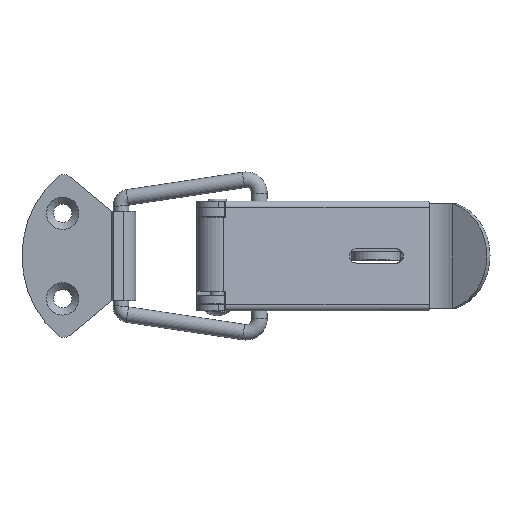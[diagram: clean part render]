
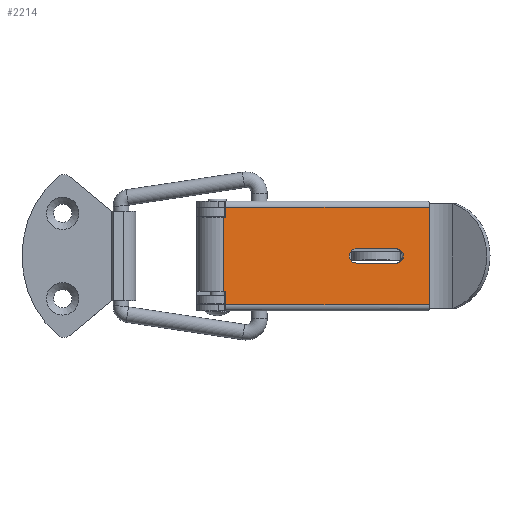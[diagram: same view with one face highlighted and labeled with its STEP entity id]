
A CAD part, top view. The second image highlights one B-rep face of the part: STEP entity #2214.
In plain terms, the highlighted planar face has unit normal (0.173, 0, 0.985).
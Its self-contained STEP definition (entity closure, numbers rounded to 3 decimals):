
#166=LINE('',#3463,#343);
#167=LINE('',#3466,#344);
#168=LINE('',#3468,#345);
#169=LINE('',#3470,#346);
#170=LINE('',#3472,#347);
#171=LINE('',#3474,#348);
#172=LINE('',#3476,#349);
#173=LINE('',#3478,#350);
#174=LINE('',#3482,#351);
#175=LINE('',#3486,#352);
#343=VECTOR('',#2817,1000.);
#344=VECTOR('',#2818,1000.);
#345=VECTOR('',#2819,1000.);
#346=VECTOR('',#2820,1000.);
#347=VECTOR('',#2821,1000.);
#348=VECTOR('',#2822,1000.);
#349=VECTOR('',#2823,1000.);
#350=VECTOR('',#2824,1000.);
#351=VECTOR('',#2827,1000.);
#352=VECTOR('',#2830,1000.);
#635=ORIENTED_EDGE('',*,*,#1165,.F.);
#636=ORIENTED_EDGE('',*,*,#1166,.T.);
#637=ORIENTED_EDGE('',*,*,#1167,.T.);
#638=ORIENTED_EDGE('',*,*,#1168,.F.);
#639=ORIENTED_EDGE('',*,*,#1169,.T.);
#640=ORIENTED_EDGE('',*,*,#1170,.T.);
#641=ORIENTED_EDGE('',*,*,#1171,.F.);
#642=ORIENTED_EDGE('',*,*,#1172,.T.);
#643=ORIENTED_EDGE('',*,*,#1173,.T.);
#644=ORIENTED_EDGE('',*,*,#1174,.T.);
#645=ORIENTED_EDGE('',*,*,#1175,.T.);
#646=ORIENTED_EDGE('',*,*,#1176,.T.);
#1165=EDGE_CURVE('',#1453,#1454,#166,.T.);
#1166=EDGE_CURVE('',#1453,#1455,#167,.T.);
#1167=EDGE_CURVE('',#1455,#1456,#168,.T.);
#1168=EDGE_CURVE('',#1457,#1456,#169,.T.);
#1169=EDGE_CURVE('',#1457,#1458,#170,.T.);
#1170=EDGE_CURVE('',#1458,#1459,#171,.T.);
#1171=EDGE_CURVE('',#1460,#1459,#172,.T.);
#1172=EDGE_CURVE('',#1460,#1454,#173,.T.);
#1173=EDGE_CURVE('',#1461,#1462,#1646,.T.);
#1174=EDGE_CURVE('',#1462,#1463,#174,.T.);
#1175=EDGE_CURVE('',#1463,#1464,#1647,.T.);
#1176=EDGE_CURVE('',#1464,#1461,#175,.T.);
#1453=VERTEX_POINT('',#3464);
#1454=VERTEX_POINT('',#3465);
#1455=VERTEX_POINT('',#3467);
#1456=VERTEX_POINT('',#3469);
#1457=VERTEX_POINT('',#3471);
#1458=VERTEX_POINT('',#3473);
#1459=VERTEX_POINT('',#3475);
#1460=VERTEX_POINT('',#3477);
#1461=VERTEX_POINT('',#3480);
#1462=VERTEX_POINT('',#3481);
#1463=VERTEX_POINT('',#3483);
#1464=VERTEX_POINT('',#3485);
#1646=CIRCLE('',#2450,1.75);
#1647=CIRCLE('',#2451,1.75);
#1786=EDGE_LOOP('',(#635,#636,#637,#638,#639,#640,#641,#642));
#1787=EDGE_LOOP('',(#643,#644,#645,#646));
#1980=FACE_BOUND('',#1786,.T.);
#1981=FACE_BOUND('',#1787,.T.);
#2118=PLANE('',#2449);
#2214=ADVANCED_FACE('',(#1980,#1981),#2118,.F.);
#2449=AXIS2_PLACEMENT_3D('',#3462,#2815,#2816);
#2450=AXIS2_PLACEMENT_3D('',#3479,#2825,#2826);
#2451=AXIS2_PLACEMENT_3D('',#3484,#2828,#2829);
#2815=DIRECTION('',(-0.173,0.,-0.985));
#2816=DIRECTION('',(-0.985,0.,0.173));
#2817=DIRECTION('',(0.,-1.,0.));
#2818=DIRECTION('',(-0.985,0.,0.173));
#2819=DIRECTION('',(0.,-1.,0.));
#2820=DIRECTION('',(0.985,0.,-0.173));
#2821=DIRECTION('',(0.,-1.,0.));
#2822=DIRECTION('',(0.985,0.,-0.173));
#2823=DIRECTION('',(0.,1.,0.));
#2824=DIRECTION('',(0.985,0.,-0.173));
#2825=DIRECTION('',(-0.173,0.,-0.985));
#2826=DIRECTION('',(0.985,0.,-0.173));
#2827=DIRECTION('',(0.985,0.,-0.173));
#2828=DIRECTION('',(-0.173,0.,-0.985));
#2829=DIRECTION('',(-0.985,0.,0.173));
#2830=DIRECTION('',(-0.985,0.,0.173));
#3462=CARTESIAN_POINT('',(52.114,13.5,1.742));
#3463=CARTESIAN_POINT('',(52.114,13.5,1.742));
#3464=CARTESIAN_POINT('',(52.114,11.998,1.742));
#3465=CARTESIAN_POINT('',(52.114,-11.998,1.742));
#3466=CARTESIAN_POINT('',(52.114,11.998,1.742));
#3467=CARTESIAN_POINT('',(2.063,11.998,10.549));
#3468=CARTESIAN_POINT('',(2.063,13.5,10.549));
#3469=CARTESIAN_POINT('',(2.063,9.5,10.549));
#3470=CARTESIAN_POINT('',(52.114,9.5,1.742));
#3471=CARTESIAN_POINT('',(1.571,9.5,10.636));
#3472=CARTESIAN_POINT('',(1.571,13.5,10.636));
#3473=CARTESIAN_POINT('',(1.571,-8.7,10.636));
#3474=CARTESIAN_POINT('',(52.114,-8.7,1.742));
#3475=CARTESIAN_POINT('',(2.063,-8.7,10.549));
#3476=CARTESIAN_POINT('',(2.063,-8.7,10.549));
#3477=CARTESIAN_POINT('',(2.063,-11.998,10.549));
#3478=CARTESIAN_POINT('',(2.063,-11.998,10.549));
#3479=CARTESIAN_POINT('',(34.186,0.,4.896));
#3480=CARTESIAN_POINT('',(34.186,-1.75,4.896));
#3481=CARTESIAN_POINT('',(34.186,1.75,4.896));
#3482=CARTESIAN_POINT('',(34.186,1.75,4.896));
#3483=CARTESIAN_POINT('',(44.035,1.75,3.163));
#3484=CARTESIAN_POINT('',(44.035,0.,3.163));
#3485=CARTESIAN_POINT('',(44.035,-1.75,3.163));
#3486=CARTESIAN_POINT('',(34.186,-1.75,4.896));
